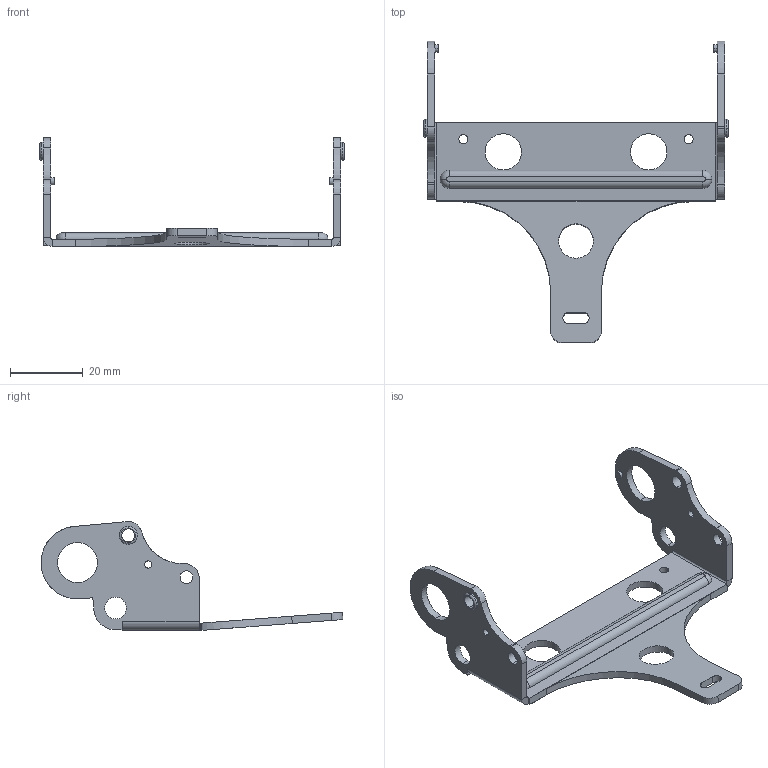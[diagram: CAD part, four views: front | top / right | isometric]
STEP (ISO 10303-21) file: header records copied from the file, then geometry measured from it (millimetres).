
FILE_DESCRIPTION (( 'STEP AP214' ), '1' );
FILE_NAME ('Operand Group - Base.STEP', '2025-07-06T08:35:27', ( '' ), ( '' ), 'SwSTEP 2.0', 'SolidWorks 2025', '' );
FILE_SCHEMA (( 'AUTOMOTIVE_DESIGN' ));
Length unit declared in the file: millimetre
Products named in the file (1): Operand Group - Base
Bounding box: 83.8 x 83.03 x 29.95 mm (x, y, z)
Volume: 7937.2 mm3; surface area: 9388.6 mm2
Topology: 1 solids, 1 shells, 124 faces, 320 edges, 204 vertices
Faces by surface type: cylinder 69, plane 44, torus 11
Entity records: 3921 total; most frequent: DIRECTION 733, CARTESIAN_POINT 649, ORIENTED_EDGE 640, EDGE_CURVE 320, AXIS2_PLACEMENT_3D 288, VERTEX_POINT 204, CIRCLE 163, EDGE_LOOP 162
